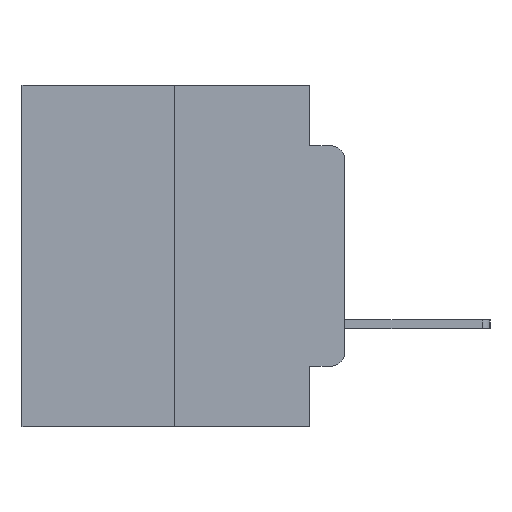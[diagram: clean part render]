
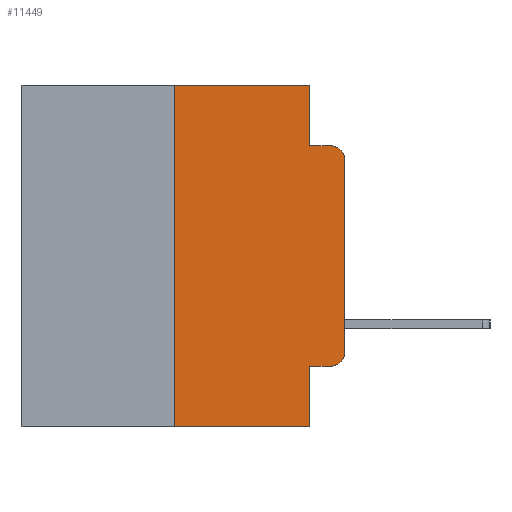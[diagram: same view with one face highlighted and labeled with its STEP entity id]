
A CAD part, left-side view. The second image highlights one B-rep face of the part: STEP entity #11449.
In plain terms, the highlighted planar face has unit normal (-1, 0, 0).
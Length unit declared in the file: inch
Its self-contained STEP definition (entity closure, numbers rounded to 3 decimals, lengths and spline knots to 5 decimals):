
#387 = CARTESIAN_POINT ( 'NONE',  ( 0., 0.02, -0.3915 ) ) ;
#573 = LINE ( 'NONE', #11830, #10697 ) ;
#616 = CARTESIAN_POINT ( 'NONE',  ( 0., 0.051, -0.4115 ) ) ;
#906 = VERTEX_POINT ( 'NONE', #12541 ) ;
#1375 = EDGE_LOOP ( 'NONE', ( #3436, #5212, #11430, #7134, #3919, #17898, #18311, #14611, #14824, #1895 ) ) ;
#1523 = EDGE_CURVE ( 'NONE', #3647, #20739, #15126, .T. ) ;
#1731 = LINE ( 'NONE', #19415, #22146 ) ;
#1895 = ORIENTED_EDGE ( 'NONE', *, *, #20799, .T. ) ;
#2296 = CARTESIAN_POINT ( 'NONE',  ( 0., 0.051, 0. ) ) ;
#2375 = DIRECTION ( 'NONE',  ( 0., 0., 1. ) ) ;
#2465 = DIRECTION ( 'NONE',  ( 0., 0., -1. ) ) ;
#3436 = ORIENTED_EDGE ( 'NONE', *, *, #10314, .T. ) ;
#3584 = CIRCLE ( 'NONE', #25419, 0.02 ) ;
#3647 = VERTEX_POINT ( 'NONE', #23793 ) ;
#3822 = DIRECTION ( 'NONE',  ( 0., 0., 1. ) ) ;
#3919 = ORIENTED_EDGE ( 'NONE', *, *, #24960, .F. ) ;
#3940 = VERTEX_POINT ( 'NONE', #17414 ) ;
#4750 = CARTESIAN_POINT ( 'NONE',  ( 0., 0.473, 0. ) ) ;
#5212 = ORIENTED_EDGE ( 'NONE', *, *, #19117, .T. ) ;
#5244 = LINE ( 'NONE', #16400, #9388 ) ;
#5467 = DIRECTION ( 'NONE',  ( -1., 0., 0. ) ) ;
#6382 = DIRECTION ( 'NONE',  ( 0., 0., -1. ) ) ;
#6664 = VECTOR ( 'NONE', #3822, 39.37008 ) ;
#7134 = ORIENTED_EDGE ( 'NONE', *, *, #15859, .F. ) ;
#7182 = CARTESIAN_POINT ( 'NONE',  ( 0., 0.25, 0. ) ) ;
#9033 = CARTESIAN_POINT ( 'NONE',  ( 0., 0., -0.3915 ) ) ;
#9125 = LINE ( 'NONE', #21227, #13048 ) ;
#9310 = VECTOR ( 'NONE', #6382, 39.37008 ) ;
#9388 = VECTOR ( 'NONE', #2375, 39.37008 ) ;
#9874 = FACE_OUTER_BOUND ( 'NONE', #1375, .T. ) ;
#10084 = LINE ( 'NONE', #12109, #19902 ) ;
#10314 = EDGE_CURVE ( 'NONE', #12785, #11341, #22834, .T. ) ;
#10361 = EDGE_CURVE ( 'NONE', #3647, #22482, #573, .T. ) ;
#10528 = LINE ( 'NONE', #2296, #9310 ) ;
#10697 = VECTOR ( 'NONE', #13840, 39.37008 ) ;
#10780 = PLANE ( 'NONE',  #16564 ) ;
#11341 = VERTEX_POINT ( 'NONE', #22118 ) ;
#11430 = ORIENTED_EDGE ( 'NONE', *, *, #14371, .F. ) ;
#11449 = ADVANCED_FACE ( 'NONE', ( #9874 ), #10780, .F. ) ;
#11757 = CARTESIAN_POINT ( 'NONE',  ( 0., 0., 0. ) ) ;
#11830 = CARTESIAN_POINT ( 'NONE',  ( 0., 0.051, 0. ) ) ;
#12109 = CARTESIAN_POINT ( 'NONE',  ( 0., 0.473, -0.5 ) ) ;
#12541 = CARTESIAN_POINT ( 'NONE',  ( 0., 0.051, 0. ) ) ;
#12733 = DIRECTION ( 'NONE',  ( 0., 0., -1. ) ) ;
#12785 = VERTEX_POINT ( 'NONE', #9033 ) ;
#13048 = VECTOR ( 'NONE', #24987, 39.37008 ) ;
#13840 = DIRECTION ( 'NONE',  ( 0., 0., -1. ) ) ;
#14266 = VERTEX_POINT ( 'NONE', #7182 ) ;
#14280 = VERTEX_POINT ( 'NONE', #24636 ) ;
#14371 = EDGE_CURVE ( 'NONE', #21239, #14280, #1731, .T. ) ;
#14407 = AXIS2_PLACEMENT_3D ( 'NONE', #387, #14454, #2465 ) ;
#14454 = DIRECTION ( 'NONE',  ( -1., 0., 0. ) ) ;
#14611 = ORIENTED_EDGE ( 'NONE', *, *, #10361, .F. ) ;
#14824 = ORIENTED_EDGE ( 'NONE', *, *, #1523, .T. ) ;
#15126 = LINE ( 'NONE', #616, #19083 ) ;
#15859 = EDGE_CURVE ( 'NONE', #906, #21239, #10528, .T. ) ;
#16400 = CARTESIAN_POINT ( 'NONE',  ( 0., 0.25, 0. ) ) ;
#16564 = AXIS2_PLACEMENT_3D ( 'NONE', #4750, #24287, #12733 ) ;
#17414 = CARTESIAN_POINT ( 'NONE',  ( 0., 0.25, -0.5 ) ) ;
#17423 = CARTESIAN_POINT ( 'NONE',  ( 0., 0.02, -0.1085 ) ) ;
#17477 = DIRECTION ( 'NONE',  ( 0., -1., 0. ) ) ;
#17666 = EDGE_CURVE ( 'NONE', #3940, #14266, #5244, .T. ) ;
#17898 = ORIENTED_EDGE ( 'NONE', *, *, #17666, .F. ) ;
#18311 = ORIENTED_EDGE ( 'NONE', *, *, #22651, .T. ) ;
#19083 = VECTOR ( 'NONE', #24385, 39.37008 ) ;
#19087 = CIRCLE ( 'NONE', #14407, 0.02 ) ;
#19117 = EDGE_CURVE ( 'NONE', #11341, #14280, #3584, .T. ) ;
#19361 = DIRECTION ( 'NONE',  ( 0., 0., -1. ) ) ;
#19411 = CARTESIAN_POINT ( 'NONE',  ( 0., 0.051, -0.0885 ) ) ;
#19415 = CARTESIAN_POINT ( 'NONE',  ( 0., 0.051, -0.0885 ) ) ;
#19552 = CARTESIAN_POINT ( 'NONE',  ( 0., 0.051, -0.5 ) ) ;
#19902 = VECTOR ( 'NONE', #23701, 39.37008 ) ;
#20739 = VERTEX_POINT ( 'NONE', #23743 ) ;
#20799 = EDGE_CURVE ( 'NONE', #20739, #12785, #19087, .T. ) ;
#21227 = CARTESIAN_POINT ( 'NONE',  ( 0., 0.473, 0. ) ) ;
#21239 = VERTEX_POINT ( 'NONE', #19411 ) ;
#22118 = CARTESIAN_POINT ( 'NONE',  ( 0., 0., -0.1085 ) ) ;
#22146 = VECTOR ( 'NONE', #17477, 39.37008 ) ;
#22482 = VERTEX_POINT ( 'NONE', #19552 ) ;
#22651 = EDGE_CURVE ( 'NONE', #3940, #22482, #10084, .T. ) ;
#22834 = LINE ( 'NONE', #11757, #6664 ) ;
#23701 = DIRECTION ( 'NONE',  ( 0., -1., 0. ) ) ;
#23743 = CARTESIAN_POINT ( 'NONE',  ( 0., 0.02, -0.4115 ) ) ;
#23793 = CARTESIAN_POINT ( 'NONE',  ( 0., 0.051, -0.4115 ) ) ;
#24287 = DIRECTION ( 'NONE',  ( 1., 0., 0. ) ) ;
#24385 = DIRECTION ( 'NONE',  ( 0., -1., 0. ) ) ;
#24636 = CARTESIAN_POINT ( 'NONE',  ( 0., 0.02, -0.0885 ) ) ;
#24960 = EDGE_CURVE ( 'NONE', #14266, #906, #9125, .T. ) ;
#24987 = DIRECTION ( 'NONE',  ( 0., -1., 0. ) ) ;
#25419 = AXIS2_PLACEMENT_3D ( 'NONE', #17423, #5467, #19361 ) ;
